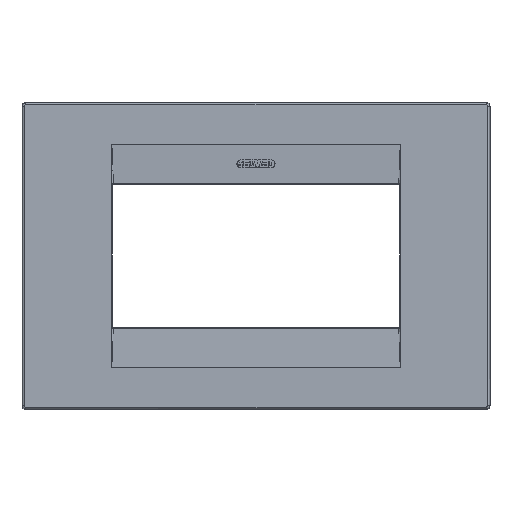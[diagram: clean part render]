
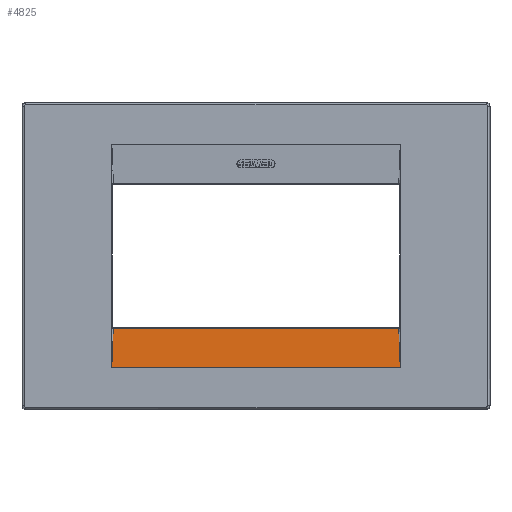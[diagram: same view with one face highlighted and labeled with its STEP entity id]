
A CAD part, top view. The second image highlights one B-rep face of the part: STEP entity #4825.
In plain terms, the highlighted planar face has unit normal (0, 0.04, 0.999).
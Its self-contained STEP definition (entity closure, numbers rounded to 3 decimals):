
#4779=AXIS2_PLACEMENT_3D('Plane Axis2P3D',#4776,#4777,#4778) ;
#4131=CARTESIAN_POINT('Vertex',(44.368,-22.491,7.01)) ;
#4459=CARTESIAN_POINT('Control Point',(44.368,-22.491,7.01)) ;
#4460=CARTESIAN_POINT('Control Point',(44.37,-22.834,7.023)) ;
#4461=CARTESIAN_POINT('Control Point',(44.373,-23.177,7.037)) ;
#4462=CARTESIAN_POINT('Control Point',(44.377,-23.521,7.051)) ;
#4463=CARTESIAN_POINT('Control Point',(44.392,-24.897,7.106)) ;
#4464=CARTESIAN_POINT('Control Point',(44.414,-26.273,7.161)) ;
#4465=CARTESIAN_POINT('Control Point',(44.436,-27.291,7.202)) ;
#4466=CARTESIAN_POINT('Control Point',(44.471,-28.667,7.257)) ;
#4467=CARTESIAN_POINT('Control Point',(44.52,-30.043,7.312)) ;
#4468=CARTESIAN_POINT('Control Point',(44.534,-30.386,7.325)) ;
#4469=CARTESIAN_POINT('Control Point',(44.562,-31.073,7.353)) ;
#4470=CARTESIAN_POINT('Control Point',(44.597,-31.76,7.38)) ;
#4471=CARTESIAN_POINT('Control Point',(44.615,-32.101,7.394)) ;
#4472=CARTESIAN_POINT('Control Point',(44.646,-32.606,7.414)) ;
#4473=CARTESIAN_POINT('Control Point',(44.684,-33.112,7.434)) ;
#4474=CARTESIAN_POINT('Control Point',(44.697,-33.273,7.441)) ;
#4475=CARTESIAN_POINT('Control Point',(44.725,-33.602,7.454)) ;
#4476=CARTESIAN_POINT('Control Point',(44.76,-33.931,7.467)) ;
#4477=CARTESIAN_POINT('Control Point',(44.777,-34.068,7.473)) ;
#4478=CARTESIAN_POINT('Control Point',(44.802,-34.267,7.481)) ;
#4479=CARTESIAN_POINT('Control Point',(44.839,-34.465,7.489)) ;
#4480=CARTESIAN_POINT('Control Point',(44.846,-34.497,7.49)) ;
#4481=CARTESIAN_POINT('Control Point',(44.856,-34.544,7.492)) ;
#4482=CARTESIAN_POINT('Control Point',(44.868,-34.591,7.494)) ;
#4483=CARTESIAN_POINT('Control Point',(44.872,-34.606,7.494)) ;
#4484=CARTESIAN_POINT('Control Point',(44.881,-34.637,7.495)) ;
#4485=CARTESIAN_POINT('Control Point',(44.892,-34.669,7.497)) ;
#4486=CARTESIAN_POINT('Control Point',(44.897,-34.683,7.497)) ;
#4487=CARTESIAN_POINT('Control Point',(44.907,-34.706,7.498)) ;
#4488=CARTESIAN_POINT('Control Point',(44.919,-34.727,7.499)) ;
#4489=CARTESIAN_POINT('Control Point',(44.923,-34.733,7.499)) ;
#4490=CARTESIAN_POINT('Control Point',(44.928,-34.741,7.5)) ;
#4491=CARTESIAN_POINT('Control Point',(44.935,-34.747,7.5)) ;
#4492=CARTESIAN_POINT('Control Point',(44.936,-34.748,7.5)) ;
#4493=CARTESIAN_POINT('Control Point',(44.937,-34.749,7.5)) ;
#4494=CARTESIAN_POINT('Control Point',(44.938,-34.75,7.5)) ;
#4495=CARTESIAN_POINT('Vertex',(44.938,-34.75,7.5)) ;
#4595=CARTESIAN_POINT('Line Origine',(0.,-34.75,7.5)) ;
#4599=CARTESIAN_POINT('Vertex',(-44.938,-34.75,7.5)) ;
#4746=CARTESIAN_POINT('Line Origine',(0.,-22.491,7.01)) ;
#4750=CARTESIAN_POINT('Vertex',(-44.368,-22.491,7.01)) ;
#4776=CARTESIAN_POINT('Axis2P3D Location',(0.,-22.25,7.)) ;
#4782=CARTESIAN_POINT('Control Point',(-44.368,-22.491,7.01)) ;
#4783=CARTESIAN_POINT('Control Point',(-44.37,-22.834,7.023)) ;
#4784=CARTESIAN_POINT('Control Point',(-44.373,-23.177,7.037)) ;
#4785=CARTESIAN_POINT('Control Point',(-44.377,-23.521,7.051)) ;
#4786=CARTESIAN_POINT('Control Point',(-44.392,-24.897,7.106)) ;
#4787=CARTESIAN_POINT('Control Point',(-44.414,-26.273,7.161)) ;
#4788=CARTESIAN_POINT('Control Point',(-44.436,-27.291,7.202)) ;
#4789=CARTESIAN_POINT('Control Point',(-44.471,-28.667,7.257)) ;
#4790=CARTESIAN_POINT('Control Point',(-44.52,-30.043,7.312)) ;
#4791=CARTESIAN_POINT('Control Point',(-44.534,-30.386,7.325)) ;
#4792=CARTESIAN_POINT('Control Point',(-44.562,-31.073,7.353)) ;
#4793=CARTESIAN_POINT('Control Point',(-44.597,-31.76,7.38)) ;
#4794=CARTESIAN_POINT('Control Point',(-44.615,-32.101,7.394)) ;
#4795=CARTESIAN_POINT('Control Point',(-44.646,-32.606,7.414)) ;
#4796=CARTESIAN_POINT('Control Point',(-44.684,-33.112,7.434)) ;
#4797=CARTESIAN_POINT('Control Point',(-44.697,-33.273,7.441)) ;
#4798=CARTESIAN_POINT('Control Point',(-44.725,-33.602,7.454)) ;
#4799=CARTESIAN_POINT('Control Point',(-44.76,-33.931,7.467)) ;
#4800=CARTESIAN_POINT('Control Point',(-44.777,-34.068,7.473)) ;
#4801=CARTESIAN_POINT('Control Point',(-44.802,-34.267,7.481)) ;
#4802=CARTESIAN_POINT('Control Point',(-44.839,-34.465,7.489)) ;
#4803=CARTESIAN_POINT('Control Point',(-44.846,-34.497,7.49)) ;
#4804=CARTESIAN_POINT('Control Point',(-44.856,-34.544,7.492)) ;
#4805=CARTESIAN_POINT('Control Point',(-44.868,-34.591,7.494)) ;
#4806=CARTESIAN_POINT('Control Point',(-44.872,-34.606,7.494)) ;
#4807=CARTESIAN_POINT('Control Point',(-44.881,-34.637,7.495)) ;
#4808=CARTESIAN_POINT('Control Point',(-44.892,-34.669,7.497)) ;
#4809=CARTESIAN_POINT('Control Point',(-44.897,-34.683,7.497)) ;
#4810=CARTESIAN_POINT('Control Point',(-44.907,-34.706,7.498)) ;
#4811=CARTESIAN_POINT('Control Point',(-44.919,-34.727,7.499)) ;
#4812=CARTESIAN_POINT('Control Point',(-44.923,-34.733,7.499)) ;
#4813=CARTESIAN_POINT('Control Point',(-44.928,-34.741,7.5)) ;
#4814=CARTESIAN_POINT('Control Point',(-44.935,-34.747,7.5)) ;
#4815=CARTESIAN_POINT('Control Point',(-44.936,-34.748,7.5)) ;
#4816=CARTESIAN_POINT('Control Point',(-44.937,-34.749,7.5)) ;
#4817=CARTESIAN_POINT('Control Point',(-44.938,-34.75,7.5)) ;
#4596=DIRECTION('Vector Direction',(-1.,0.,0.)) ;
#4747=DIRECTION('Vector Direction',(1.,0.,0.)) ;
#4777=DIRECTION('Axis2P3D Direction',(-0.,0.04,0.999)) ;
#4778=DIRECTION('Axis2P3D XDirection',(0.,-0.999,0.04)) ;
#4597=VECTOR('Line Direction',#4596,1.) ;
#4748=VECTOR('Line Direction',#4747,1.) ;
#4820=ORIENTED_EDGE('',*,*,#4601,.T.) ;
#4821=ORIENTED_EDGE('',*,*,#4497,.T.) ;
#4822=ORIENTED_EDGE('',*,*,#4752,.T.) ;
#4823=ORIENTED_EDGE('',*,*,#4818,.F.) ;
#4825=ADVANCED_FACE('PartBody',(#4824),#4780,.T.) ;
#4458=B_SPLINE_CURVE_WITH_KNOTS('',5,(#4459,#4460,#4461,#4462,#4463,#4464,#4465,#4466,#4467,#4468,#4469,#4470,#4471,#4472,#4473,#4474,#4475,#4476,#4477,#4478,#4479,#4480,#4481,#4482,#4483,#4484,#4485,#4486,#4487,#4488,#4489,#4490,#4491,#4492,#4493,#4494),.UNSPECIFIED.,.F.,.U.,(6,3,3,3,3,3,3,3,3,3,3,6),(10.019,12.448,19.755,22.184,24.62,25.765,26.953,27.178,27.29,27.404,27.455,27.464),.UNSPECIFIED.) ;
#4781=B_SPLINE_CURVE_WITH_KNOTS('',5,(#4782,#4783,#4784,#4785,#4786,#4787,#4788,#4789,#4790,#4791,#4792,#4793,#4794,#4795,#4796,#4797,#4798,#4799,#4800,#4801,#4802,#4803,#4804,#4805,#4806,#4807,#4808,#4809,#4810,#4811,#4812,#4813,#4814,#4815,#4816,#4817),.UNSPECIFIED.,.F.,.U.,(6,3,3,3,3,3,3,3,3,3,3,6),(10.018,12.448,19.755,22.184,24.62,25.765,26.953,27.178,27.29,27.404,27.455,27.464),.UNSPECIFIED.) ;
#4497=EDGE_CURVE('',#4496,#4132,#4458,.F.) ;
#4601=EDGE_CURVE('',#4600,#4496,#4598,.F.) ;
#4752=EDGE_CURVE('',#4132,#4751,#4749,.F.) ;
#4818=EDGE_CURVE('',#4600,#4751,#4781,.F.) ;
#4819=EDGE_LOOP('',(#4820,#4821,#4822,#4823)) ;
#4824=FACE_OUTER_BOUND('',#4819,.T.) ;
#4598=LINE('Line',#4595,#4597) ;
#4749=LINE('Line',#4746,#4748) ;
#4780=PLANE('',#4779) ;
#4132=VERTEX_POINT('',#4131) ;
#4496=VERTEX_POINT('',#4495) ;
#4600=VERTEX_POINT('',#4599) ;
#4751=VERTEX_POINT('',#4750) ;
